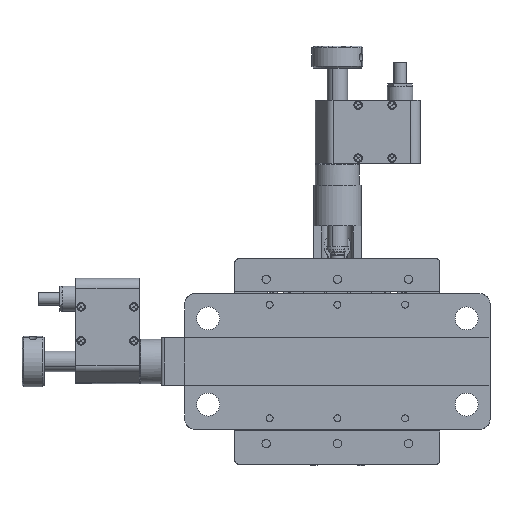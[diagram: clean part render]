
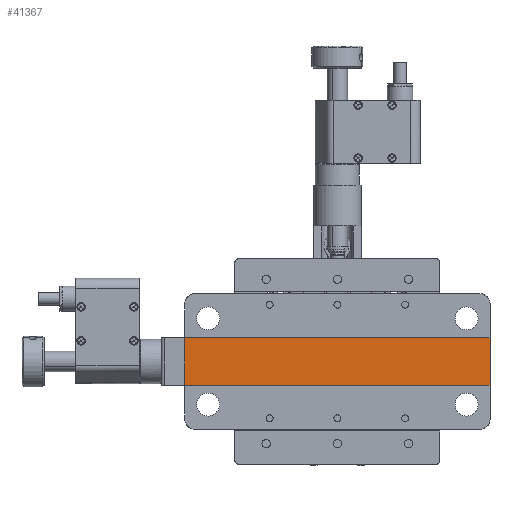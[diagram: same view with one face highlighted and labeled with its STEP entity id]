
A CAD part, front view. The second image highlights one B-rep face of the part: STEP entity #41367.
In plain terms, the highlighted planar face has unit normal (0, -1, 0).
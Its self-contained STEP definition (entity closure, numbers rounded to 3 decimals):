
#620 = DIRECTION ( 'NONE',  ( -1., 0., 0. ) ) ;
#2911 = VECTOR ( 'NONE', #620, 1000. ) ;
#3129 = CARTESIAN_POINT ( 'NONE',  ( 45., 0.5, -7. ) ) ;
#5926 = EDGE_CURVE ( 'NONE', #40606, #46365, #11542, .T. ) ;
#6706 = DIRECTION ( 'NONE',  ( 0., 0., 1. ) ) ;
#8454 = CARTESIAN_POINT ( 'NONE',  ( -45., 0.5, -7. ) ) ;
#8473 = DIRECTION ( 'NONE',  ( -1., 0., 0. ) ) ;
#11329 = CARTESIAN_POINT ( 'NONE',  ( 45., 0.5, -7. ) ) ;
#11542 = LINE ( 'NONE', #31216, #2911 ) ;
#12222 = VERTEX_POINT ( 'NONE', #14016 ) ;
#13358 = EDGE_LOOP ( 'NONE', ( #35037, #44949, #15800, #41520 ) ) ;
#13855 = FACE_OUTER_BOUND ( 'NONE', #13358, .T. ) ;
#14016 = CARTESIAN_POINT ( 'NONE',  ( -45., 0.5, -7. ) ) ;
#14647 = EDGE_CURVE ( 'NONE', #27110, #40606, #18569, .T. ) ;
#15800 = ORIENTED_EDGE ( 'NONE', *, *, #14647, .T. ) ;
#17175 = PLANE ( 'NONE',  #27989 ) ;
#18442 = LINE ( 'NONE', #11329, #18846 ) ;
#18569 = LINE ( 'NONE', #25959, #37227 ) ;
#18846 = VECTOR ( 'NONE', #8473, 1000. ) ;
#20671 = CARTESIAN_POINT ( 'NONE',  ( -45., 0.5, 7. ) ) ;
#22162 = DIRECTION ( 'NONE',  ( 0., 0., 1. ) ) ;
#23272 = CARTESIAN_POINT ( 'NONE',  ( 45., 0.5, -7. ) ) ;
#25959 = CARTESIAN_POINT ( 'NONE',  ( 45., 0.5, -7. ) ) ;
#27110 = VERTEX_POINT ( 'NONE', #23272 ) ;
#27989 = AXIS2_PLACEMENT_3D ( 'NONE', #3129, #45743, #6706 ) ;
#30570 = DIRECTION ( 'NONE',  ( 0., 0., 1. ) ) ;
#31216 = CARTESIAN_POINT ( 'NONE',  ( 45., 0.5, 7. ) ) ;
#32135 = EDGE_CURVE ( 'NONE', #12222, #46365, #37441, .T. ) ;
#32994 = VECTOR ( 'NONE', #30570, 1000. ) ;
#35037 = ORIENTED_EDGE ( 'NONE', *, *, #32135, .F. ) ;
#37227 = VECTOR ( 'NONE', #22162, 1000. ) ;
#37441 = LINE ( 'NONE', #8454, #32994 ) ;
#40606 = VERTEX_POINT ( 'NONE', #42791 ) ;
#41367 = ADVANCED_FACE ( 'NONE', ( #13855 ), #17175, .T. ) ;
#41520 = ORIENTED_EDGE ( 'NONE', *, *, #5926, .T. ) ;
#42791 = CARTESIAN_POINT ( 'NONE',  ( 45., 0.5, 7. ) ) ;
#44949 = ORIENTED_EDGE ( 'NONE', *, *, #45588, .F. ) ;
#45588 = EDGE_CURVE ( 'NONE', #27110, #12222, #18442, .T. ) ;
#45743 = DIRECTION ( 'NONE',  ( 0., -1., 0. ) ) ;
#46365 = VERTEX_POINT ( 'NONE', #20671 ) ;
